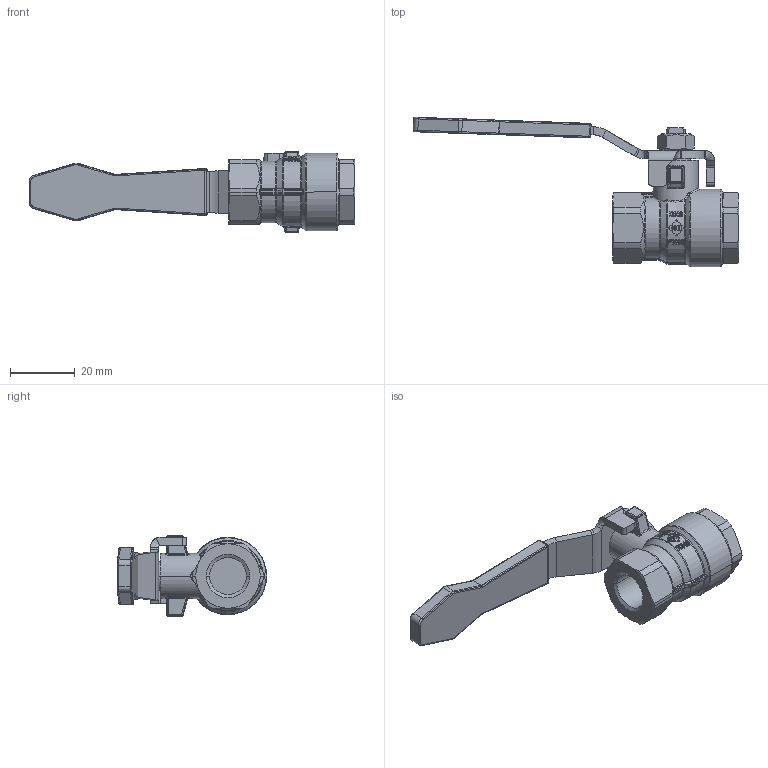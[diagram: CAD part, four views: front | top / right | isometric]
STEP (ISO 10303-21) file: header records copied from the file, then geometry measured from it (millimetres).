
FILE_DESCRIPTION(('STEP AP214'),'1');
FILE_NAME('valve_990-1_4.stp','2017-12-18T07:03:09',('TraceParts'),('TraceParts S.A.'),'Spatial InterOp 3D',' ',' ');
FILE_SCHEMA(('automotive_design'));
Length unit declared in the file: millimetre
Products named in the file (1): valve_990-1_4
Bounding box: 100.85 x 46.31 x 25 mm (x, y, z)
Volume: 19865.7 mm3; surface area: 8878.2 mm2
Topology: 1 solids, 1 shells, 1159 faces, 3018 edges, 1934 vertices
Faces by surface type: plane 453, bspline 339, cylinder 250, torus 47, cone 44, sphere 26
Entity records: 51259 total; most frequent: CARTESIAN_POINT 15696, ORIENTED_EDGE 6016, DIRECTION 4533, EDGE_CURVE 3008, VERTEX_POINT 1934, AXIS2_PLACEMENT_3D 1515, LINE 1503, VECTOR 1503
